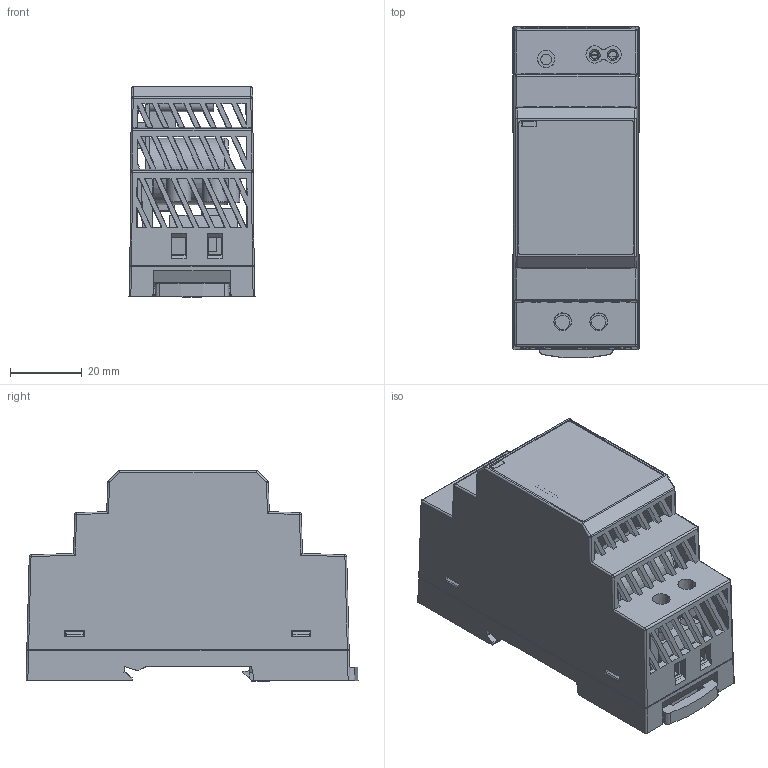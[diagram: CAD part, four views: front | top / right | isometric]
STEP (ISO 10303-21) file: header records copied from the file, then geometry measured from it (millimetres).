
FILE_DESCRIPTION(('Creo Elements/Direct Modeling STEP Export'),'2;1');
FILE_NAME('HDR-30.stp','2017-03-07T15:46:40',(''),(''),'PTC Creo Elements/Direct Modeling STEP processor for AP214 (Solid Model)','PTC Creo Elements/Direct Modeling 19.0 09-May-2014 (C) Parametric Technology GmbH','');
FILE_SCHEMA(('AUTOMOTIVE_DESIGN { 1 0 10303 214 1 1 1 1 }'));
Length unit declared in the file: millimetre
Products named in the file (6): PCB.1; PCB; ADMIE558L8WS_1.PRT; ADMIE558L8WS.ASM; HDR-30-2016_7_20.stp; HDR-30
Assembly tree (5 placements, depth 4):
  HDR-30
    HDR-30-2016_7_20.stp
      ADMIE558L8WS.ASM
        ADMIE558L8WS_1.PRT
    PCB
    PCB.1
Bounding box: 35.01 x 92.25 x 58.55 mm (x, y, z)
Volume: 46914.3 mm3; surface area: 54872.9 mm2
Topology: 3 solids, 3 shells, 1050 faces, 3146 edges, 2026 vertices
Faces by surface type: plane 842, cylinder 129, cone 39, sphere 24, bspline 10, torus 4, extrusion 2
Entity records: 41512 total; most frequent: CARTESIAN_POINT 7882, ORIENTED_EDGE 6244, DIRECTION 5004, EDGE_CURVE 3122, VECTOR 2582, LINE 2580, VERTEX_POINT 2026, AXIS2_PLACEMENT_3D 1211
